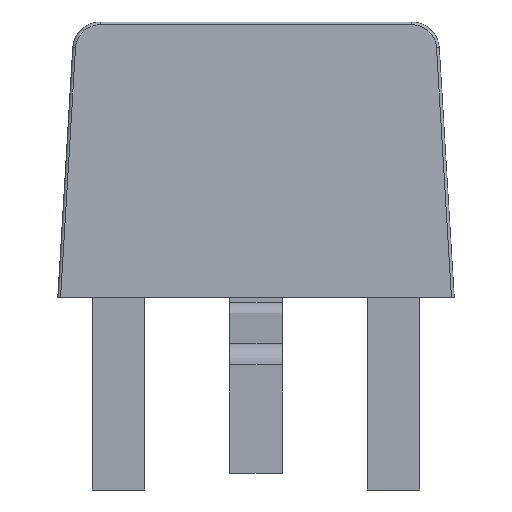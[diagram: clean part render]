
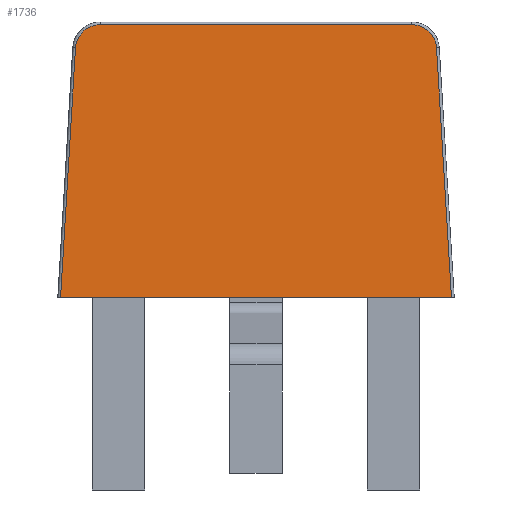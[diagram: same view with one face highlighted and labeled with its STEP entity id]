
A CAD part, left-side view. The second image highlights one B-rep face of the part: STEP entity #1736.
In plain terms, the highlighted planar face has unit normal (-0.999, 0, 0.04).
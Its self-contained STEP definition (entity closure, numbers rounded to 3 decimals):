
#10 = EDGE_CURVE ( 'NONE', #1261, #20, #169, .T. ) ;
#18 = AXIS2_PLACEMENT_3D ( 'NONE', #1009, #857, #1430 ) ;
#20 = VERTEX_POINT ( 'NONE', #1075 ) ;
#26 = VERTEX_POINT ( 'NONE', #251 ) ;
#107 = CARTESIAN_POINT ( 'NONE',  ( -2.802, 7.2, 4.952 ) ) ;
#132 = CARTESIAN_POINT ( 'NONE',  ( -2.802, 0.771, 4.952 ) ) ;
#149 = DIRECTION ( 'NONE',  ( 0., -1., 0. ) ) ;
#169 = LINE ( 'NONE', #107, #1730 ) ;
#208 = EDGE_CURVE ( 'NONE', #1792, #26, #1065, .T. ) ;
#226 = EDGE_CURVE ( 'NONE', #1738, #1261, #1096, .T. ) ;
#233 = CARTESIAN_POINT ( 'NONE',  ( -3., 7.15, -0.003 ) ) ;
#251 = CARTESIAN_POINT ( 'NONE',  ( -3., 0.05, 0. ) ) ;
#318 = ORIENTED_EDGE ( 'NONE', *, *, #208, .T. ) ;
#341 = CARTESIAN_POINT ( 'NONE',  ( -2.802, 6.429, 4.952 ) ) ;
#369 = ORIENTED_EDGE ( 'NONE', *, *, #685, .T. ) ;
#481 = LINE ( 'NONE', #233, #1554 ) ;
#490 = CARTESIAN_POINT ( 'NONE',  ( -2.819, 6.878, 4.529 ) ) ;
#681 = ORIENTED_EDGE ( 'NONE', *, *, #226, .T. ) ;
#685 = EDGE_CURVE ( 'NONE', #26, #1738, #1504, .T. ) ;
#738 = CARTESIAN_POINT ( 'NONE',  ( -2.802, 0.52, 4.952 ) ) ;
#779 = CARTESIAN_POINT ( 'NONE',  ( -2.819, 6.878, 4.529 ) ) ;
#799 = DIRECTION ( 'NONE',  ( 0.04, 0.06, 0.997 ) ) ;
#857 = DIRECTION ( 'NONE',  ( 0.999, 0., -0.04 ) ) ;
#866 = VECTOR ( 'NONE', #149, 1000. ) ;
#927 = EDGE_CURVE ( 'NONE', #20, #1018, #1549, .T. ) ;
#992 = PLANE ( 'NONE',  #18 ) ;
#994 = CARTESIAN_POINT ( 'NONE',  ( -2.819, 0.322, 4.529 ) ) ;
#1000 = CARTESIAN_POINT ( 'NONE',  ( -2.802, 0.771, 4.952 ) ) ;
#1009 = CARTESIAN_POINT ( 'NONE',  ( -3., 7.2, 0. ) ) ;
#1018 = VERTEX_POINT ( 'NONE', #779 ) ;
#1019 = EDGE_CURVE ( 'NONE', #1018, #1792, #481, .T. ) ;
#1053 = DIRECTION ( 'NONE',  ( -0.04, 0.06, -0.997 ) ) ;
#1065 = LINE ( 'NONE', #1120, #866 ) ;
#1075 = CARTESIAN_POINT ( 'NONE',  ( -2.802, 6.429, 4.952 ) ) ;
#1091 = EDGE_LOOP ( 'NONE', ( #1368, #1791, #318, #369, #681, #1477 ) ) ;
#1096 =( BOUNDED_CURVE ( )  B_SPLINE_CURVE ( 3, ( #994, #1297, #738, #1000 ),
 .UNSPECIFIED., .F., .F. ) 
 B_SPLINE_CURVE_WITH_KNOTS ( ( 4, 4 ),
 ( 1.631, 3.142 ),
 .UNSPECIFIED. ) 
 CURVE ( )  GEOMETRIC_REPRESENTATION_ITEM ( )  RATIONAL_B_SPLINE_CURVE ( ( 1., 0.819, 0.819, 1. ) ) 
 REPRESENTATION_ITEM ( '' )  );
#1120 = CARTESIAN_POINT ( 'NONE',  ( -3., 7.2, 0. ) ) ;
#1174 = CARTESIAN_POINT ( 'NONE',  ( -2.983, 0.076, 0.427 ) ) ;
#1261 = VERTEX_POINT ( 'NONE', #132 ) ;
#1297 = CARTESIAN_POINT ( 'NONE',  ( -2.809, 0.337, 4.78 ) ) ;
#1299 = CARTESIAN_POINT ( 'NONE',  ( -3., 7.15, 0. ) ) ;
#1309 = CARTESIAN_POINT ( 'NONE',  ( -2.809, 6.863, 4.78 ) ) ;
#1347 = FACE_OUTER_BOUND ( 'NONE', #1091, .T. ) ;
#1368 = ORIENTED_EDGE ( 'NONE', *, *, #927, .T. ) ;
#1376 = DIRECTION ( 'NONE',  ( 0., 1., 0. ) ) ;
#1422 = CARTESIAN_POINT ( 'NONE',  ( -2.819, 0.322, 4.529 ) ) ;
#1430 = DIRECTION ( 'NONE',  ( -0.04, 0., -0.999 ) ) ;
#1456 = CARTESIAN_POINT ( 'NONE',  ( -2.802, 6.68, 4.952 ) ) ;
#1477 = ORIENTED_EDGE ( 'NONE', *, *, #10, .T. ) ;
#1504 = LINE ( 'NONE', #1174, #1524 ) ;
#1524 = VECTOR ( 'NONE', #799, 1000. ) ;
#1549 =( BOUNDED_CURVE ( )  B_SPLINE_CURVE ( 3, ( #341, #1456, #1309, #490 ),
 .UNSPECIFIED., .F., .F. ) 
 B_SPLINE_CURVE_WITH_KNOTS ( ( 4, 4 ),
 ( 3.142, 4.652 ),
 .UNSPECIFIED. ) 
 CURVE ( )  GEOMETRIC_REPRESENTATION_ITEM ( )  RATIONAL_B_SPLINE_CURVE ( ( 1., 0.819, 0.819, 1. ) ) 
 REPRESENTATION_ITEM ( '' )  );
#1554 = VECTOR ( 'NONE', #1053, 1000. ) ;
#1730 = VECTOR ( 'NONE', #1376, 1000. ) ;
#1736 = ADVANCED_FACE ( 'NONE', ( #1347 ), #992, .F. ) ;
#1738 = VERTEX_POINT ( 'NONE', #1422 ) ;
#1791 = ORIENTED_EDGE ( 'NONE', *, *, #1019, .T. ) ;
#1792 = VERTEX_POINT ( 'NONE', #1299 ) ;
